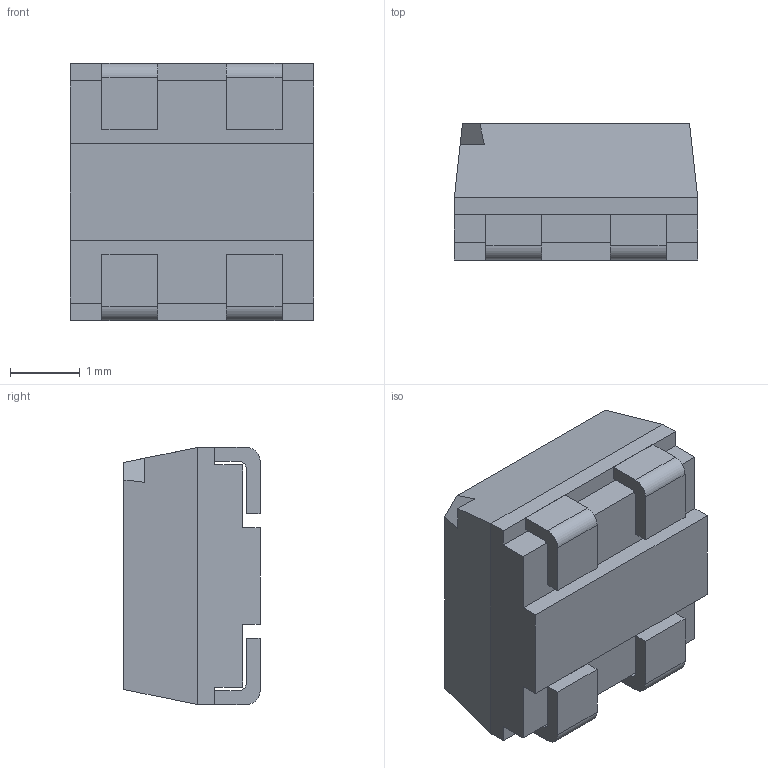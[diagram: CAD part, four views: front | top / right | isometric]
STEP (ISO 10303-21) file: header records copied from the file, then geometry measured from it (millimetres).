
FILE_DESCRIPTION(/* description */ (''),/* implementation_level */ '2;1');
FILE_NAME(/* name */ 'SMD WS2812B Mini.step',/* time_stamp */ '2017-05-16T16:34:54+10:00',/* author */ (''),/* organization */ (''),/* preprocessor_version */ 'ST-DEVELOPER v16.13',/* originating_system */ 'Autodesk Translation Framework v6.1.1.50',/* authorisation */ '');
FILE_SCHEMA (('AUTOMOTIVE_DESIGN { 1 0 10303 214 3 1 1 }'));
Length unit declared in the file: millimetre
Products named in the file (1): SMD WS2812B Mini v6
Bounding box: 3.48 x 1.95 x 3.68 mm (x, y, z)
Volume: 16.8 mm3; surface area: 69.5 mm2
Topology: 6 solids, 6 shells, 68 faces, 161 edges, 106 vertices
Faces by surface type: plane 59, cylinder 8, cone 1
Entity records: 1964 total; most frequent: CARTESIAN_POINT 335, ORIENTED_EDGE 320, DIRECTION 316, EDGE_CURVE 160, LINE 142, VECTOR 142, VERTEX_POINT 106, AXIS2_PLACEMENT_3D 87
